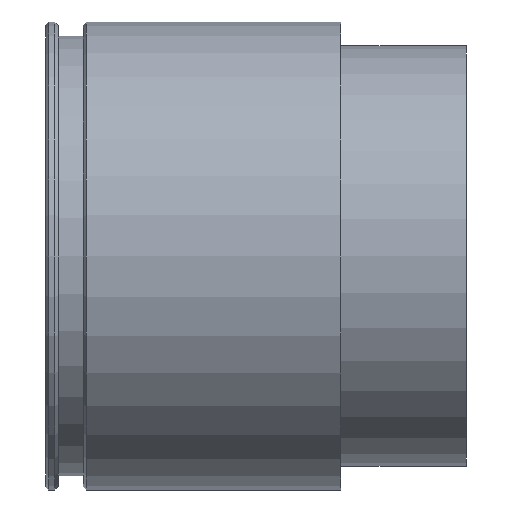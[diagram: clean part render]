
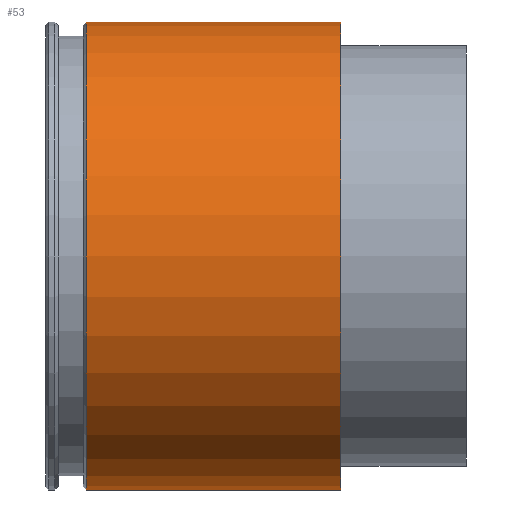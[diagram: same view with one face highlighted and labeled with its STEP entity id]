
A CAD part, front view. The second image highlights one B-rep face of the part: STEP entity #53.
In plain terms, the highlighted cylindrical face has radius 37.25 mm (diameter 74.5 mm), a full revolution.
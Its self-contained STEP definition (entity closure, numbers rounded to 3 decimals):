
#53 = ADVANCED_FACE( '', ( #116, #117 ), #118, .T. );
#116 = FACE_OUTER_BOUND( '', #191, .T. );
#117 = FACE_OUTER_BOUND( '', #192, .T. );
#118 = CYLINDRICAL_SURFACE( '', #193, 37.25 );
#191 = EDGE_LOOP( '', ( #272 ) );
#192 = EDGE_LOOP( '', ( #273 ) );
#193 = AXIS2_PLACEMENT_3D( '', #274, #275, #276 );
#272 = ORIENTED_EDGE( '', *, *, #342, .T. );
#273 = ORIENTED_EDGE( '', *, *, #353, .F. );
#274 = CARTESIAN_POINT( '', ( 67., 0., 0. ) );
#275 = DIRECTION( '', ( -1., 0., 0. ) );
#276 = DIRECTION( '', ( 0., 0., -1. ) );
#342 = EDGE_CURVE( '', #379, #379, #380, .T. );
#353 = EDGE_CURVE( '', #396, #396, #397, .T. );
#379 = VERTEX_POINT( '', #430 );
#380 = CIRCLE( '', #431, 37.25 );
#396 = VERTEX_POINT( '', #447 );
#397 = CIRCLE( '', #448, 37.25 );
#430 = CARTESIAN_POINT( '', ( 6.5, 0., -37.25 ) );
#431 = AXIS2_PLACEMENT_3D( '', #482, #483, #484 );
#447 = CARTESIAN_POINT( '', ( 47., 0., -37.25 ) );
#448 = AXIS2_PLACEMENT_3D( '', #500, #501, #502 );
#482 = CARTESIAN_POINT( '', ( 6.5, 0., 0. ) );
#483 = DIRECTION( '', ( 1., 0., 0. ) );
#484 = DIRECTION( '', ( 0., 0., -1. ) );
#500 = CARTESIAN_POINT( '', ( 47., 0., 0. ) );
#501 = DIRECTION( '', ( 1., 0., 0. ) );
#502 = DIRECTION( '', ( 0., 0., -1. ) );
